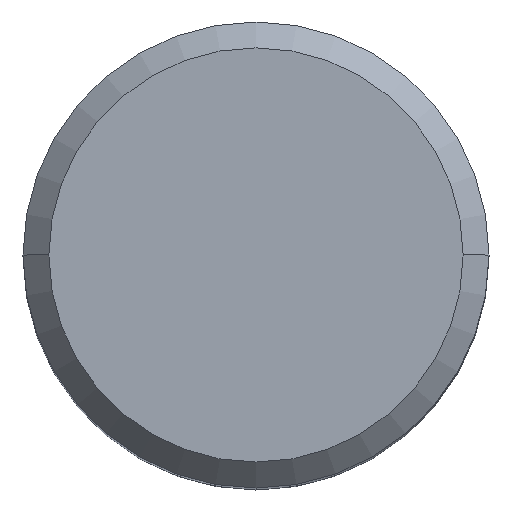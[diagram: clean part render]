
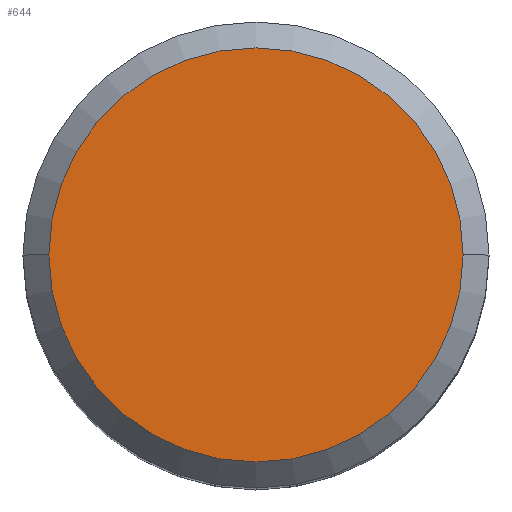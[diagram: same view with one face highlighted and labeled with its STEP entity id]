
A CAD part, top view. The second image highlights one B-rep face of the part: STEP entity #644.
In plain terms, the highlighted planar face has unit normal (0, 0, 1).
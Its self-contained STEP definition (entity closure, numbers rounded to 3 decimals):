
#3 = AXIS2_PLACEMENT_3D ( 'NONE', #89, #758, #383 ) ;
#11 = ORIENTED_EDGE ( 'NONE', *, *, #72, .T. ) ;
#72 = EDGE_CURVE ( 'NONE', #783, #327, #434, .T. ) ;
#81 = CARTESIAN_POINT ( 'NONE',  ( 0., 0., 45. ) ) ;
#89 = CARTESIAN_POINT ( 'NONE',  ( 0., 0., 45. ) ) ;
#90 = DIRECTION ( 'NONE',  ( 1., 0., 0. ) ) ;
#210 = DIRECTION ( 'NONE',  ( 0., 0., 1. ) ) ;
#234 = CARTESIAN_POINT ( 'NONE',  ( 8., 0., 45. ) ) ;
#317 = EDGE_CURVE ( 'NONE', #327, #783, #447, .T. ) ;
#327 = VERTEX_POINT ( 'NONE', #682 ) ;
#383 = DIRECTION ( 'NONE',  ( 1., 0., 0. ) ) ;
#434 = CIRCLE ( 'NONE', #713, 8. ) ;
#447 = CIRCLE ( 'NONE', #649, 8. ) ;
#448 = DIRECTION ( 'NONE',  ( 1., 0., 0. ) ) ;
#498 = ORIENTED_EDGE ( 'NONE', *, *, #317, .T. ) ;
#519 = FACE_OUTER_BOUND ( 'NONE', #667, .T. ) ;
#524 = PLANE ( 'NONE',  #3 ) ;
#629 = DIRECTION ( 'NONE',  ( 0., 0., 1. ) ) ;
#644 = ADVANCED_FACE ( 'NONE', ( #519 ), #524, .T. ) ;
#649 = AXIS2_PLACEMENT_3D ( 'NONE', #746, #210, #448 ) ;
#667 = EDGE_LOOP ( 'NONE', ( #498, #11 ) ) ;
#682 = CARTESIAN_POINT ( 'NONE',  ( -8., 0., 45. ) ) ;
#713 = AXIS2_PLACEMENT_3D ( 'NONE', #81, #629, #90 ) ;
#746 = CARTESIAN_POINT ( 'NONE',  ( 0., 0., 45. ) ) ;
#758 = DIRECTION ( 'NONE',  ( 0., 0., 1. ) ) ;
#783 = VERTEX_POINT ( 'NONE', #234 ) ;
